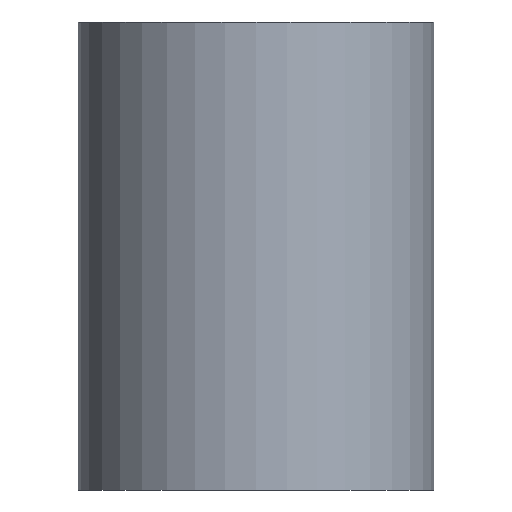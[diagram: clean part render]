
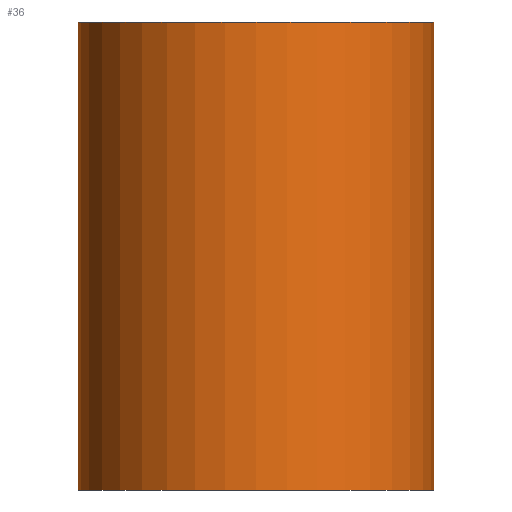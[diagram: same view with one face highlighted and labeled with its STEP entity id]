
A CAD part, front view. The second image highlights one B-rep face of the part: STEP entity #36.
In plain terms, the highlighted cylindrical face has radius 19 mm (diameter 38 mm), a full revolution.
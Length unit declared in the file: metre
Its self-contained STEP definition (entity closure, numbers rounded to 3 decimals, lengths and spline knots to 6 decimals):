
#36=ADVANCED_FACE('',(#75,#76),#77,.T.);
#48=EDGE_CURVE('',#95,#95,#96,.T.);
#50=EDGE_CURVE('',#98,#98,#99,.T.);
#75=FACE_OUTER_BOUND('',#116,.T.);
#76=FACE_OUTER_BOUND('',#117,.T.);
#77=CYLINDRICAL_SURFACE('',#118,0.019);
#95=VERTEX_POINT('',#141);
#96=CIRCLE('',#142,0.019);
#98=VERTEX_POINT('',#145);
#99=CIRCLE('',#146,0.019);
#116=EDGE_LOOP('',(#155));
#117=EDGE_LOOP('',(#156));
#118=AXIS2_PLACEMENT_3D('',#157,#158,#159);
#141=CARTESIAN_POINT('',(0.019,0.,0.0));
#142=AXIS2_PLACEMENT_3D('',#178,#179,#180);
#145=CARTESIAN_POINT('',(0.019,0.,0.05));
#146=AXIS2_PLACEMENT_3D('',#181,#182,#183);
#155=ORIENTED_EDGE('',*,*,#48,.T.);
#156=ORIENTED_EDGE('',*,*,#50,.F.);
#157=CARTESIAN_POINT('',(0.0,0.0,0.05));
#158=DIRECTION('',(0.0,0.0,-1.0));
#159=DIRECTION('',(-1.0,0.0,0.0));
#178=CARTESIAN_POINT('',(0.,0.,0.0));
#179=DIRECTION('',(0.0,-0.0,1.0));
#180=DIRECTION('',(1.0,0.0,-0.0));
#181=CARTESIAN_POINT('',(0.,0.,0.05));
#182=DIRECTION('',(0.0,-0.0,1.0));
#183=DIRECTION('',(1.0,0.0,-0.0));
